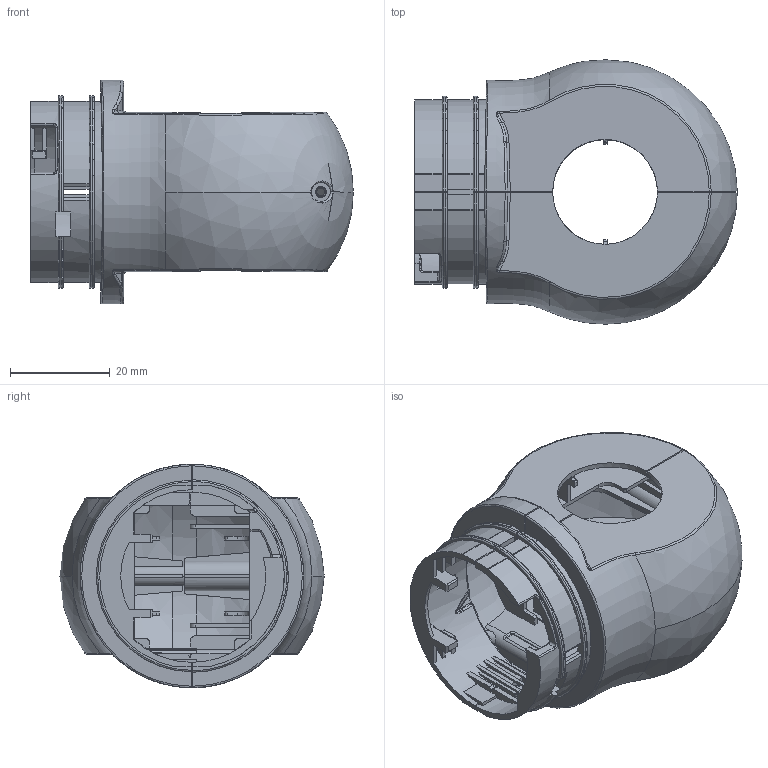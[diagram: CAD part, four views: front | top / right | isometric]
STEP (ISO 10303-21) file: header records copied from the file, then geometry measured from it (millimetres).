
FILE_DESCRIPTION((''),'2;1');
FILE_NAME('L1_ASM','2018-04-17T',('yepeng'),(''),'CREO PARAMETRIC BY PTC INC, 2016260','CREO PARAMETRIC BY PTC INC, 2016260','');
FILE_SCHEMA(('CONFIG_CONTROL_DESIGN'));
Length unit declared in the file: millimetre
Products named in the file (3): H5-03-00-01; H5-03-00-02; L1_ASM
Assembly tree (2 placements, depth 2):
  L1_ASM
    H5-03-00-01
    H5-03-00-02
Bounding box: 64.66 x 53 x 44.88 mm (x, y, z)
Volume: 13670.8 mm3; surface area: 26116.5 mm2
Topology: 2 solids, 2 shells, 754 faces, 2205 edges, 1444 vertices
Faces by surface type: plane 408, cylinder 190, bspline 56, torus 48, sphere 21, revolution 14, cone 13, extrusion 4
Entity records: 29592 total; most frequent: CARTESIAN_POINT 9800, ORIENTED_EDGE 4394, DIRECTION 3910, EDGE_CURVE 2197, VERTEX_POINT 1444, AXIS2_PLACEMENT_3D 1347, VECTOR 1202, LINE 1198
